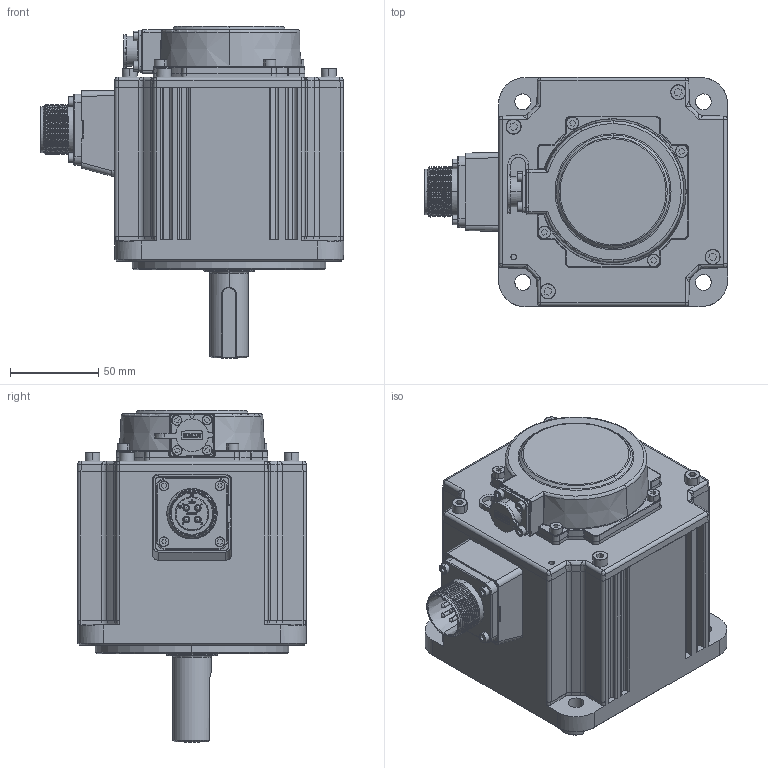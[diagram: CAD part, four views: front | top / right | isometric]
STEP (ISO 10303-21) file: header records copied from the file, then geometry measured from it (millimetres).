
FILE_DESCRIPTION (( 'STEP AP203' ), '1' );
FILE_NAME ('MS6G-130CM20B2-41P5(Ìî³ä£©.STEP', '2024-09-20T00:29:58', ( '' ), ( '' ), 'SwSTEP 2.0', 'SolidWorks 2022', '' );
FILE_SCHEMA (( 'CONFIG_CONTROL_DESIGN' ));
Length unit declared in the file: millimetre
Products named in the file (1): MS6G-130CM20B2-41P5(填充）
Bounding box: 172.1 x 130 x 188.5 mm (x, y, z)
Volume: 1826275.2 mm3; surface area: 189886.3 mm2
Topology: 25 solids, 25 shells, 2785 faces, 7555 edges, 4933 vertices
Faces by surface type: plane 1402, cylinder 646, bspline 494, cone 153, torus 72, sphere 18
Entity records: 108525 total; most frequent: CARTESIAN_POINT 44176, ORIENTED_EDGE 14926, DIRECTION 10823, EDGE_CURVE 7463, VERTEX_POINT 4915, VECTOR 3761, LINE 3761, AXIS2_PLACEMENT_3D 3531
